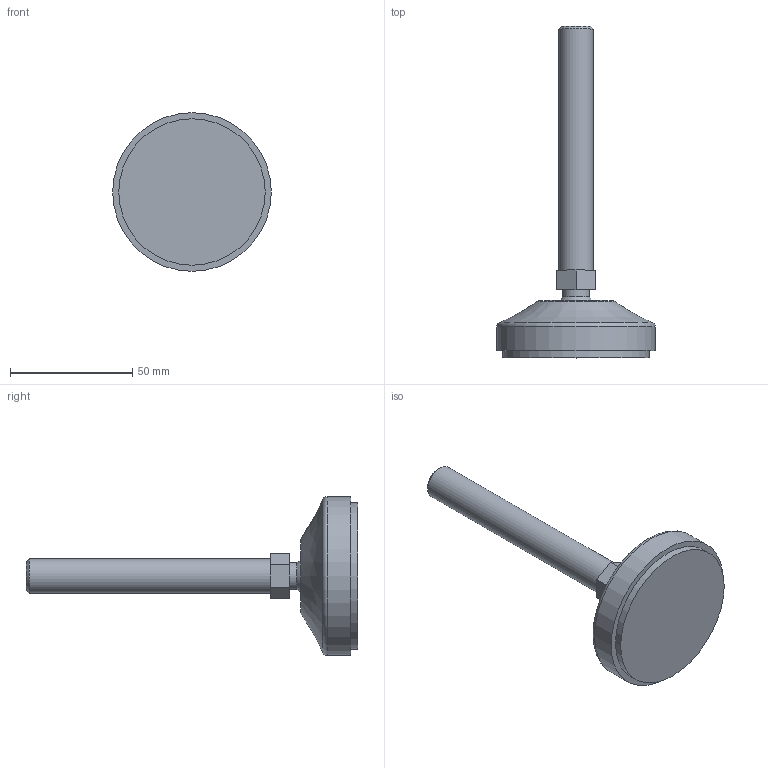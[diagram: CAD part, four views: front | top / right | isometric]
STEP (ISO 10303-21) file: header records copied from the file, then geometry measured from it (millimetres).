
FILE_DESCRIPTION( ( 'STEP AP214' ), '1' );
FILE_NAME( 'K0742.106514X1000.stp', '2020-12-09T15:48:06', ( '' ), ( '' ), ' ', 'PARTsolutions', ' ' );
FILE_SCHEMA( ( 'AUTOMOTIVE_DESIGN { 1 0 10303 214 1 1 1 1 }' ) );
Length unit declared in the file: millimetre
Products named in the file (1): _K0742.106514X1000
Bounding box: 65 x 136 x 65 mm (x, y, z)
Volume: 79086.7 mm3; surface area: 14921.8 mm2
Topology: 1 solids, 1 shells, 21 faces, 40 edges, 25 vertices
Faces by surface type: plane 12, cylinder 4, torus 2, sphere 1, cone 1, bspline 1
Full cylindrical faces by diameter (mm): 11 x1, 14 x1, 60 x1, 65 x1
Entity records: 689 total; most frequent: CARTESIAN_POINT 105, DIRECTION 86, ORIENTED_EDGE 62, AXIS2_PLACEMENT_3D 34, EDGE_LOOP 34, EDGE_CURVE 31, FACE_OUTER_BOUND 29, VERTEX_POINT 25
